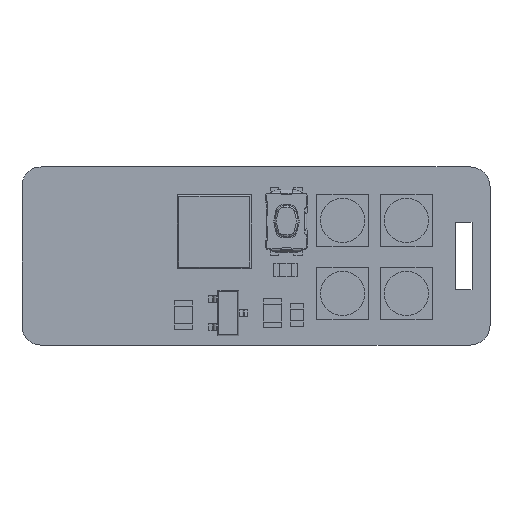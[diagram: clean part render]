
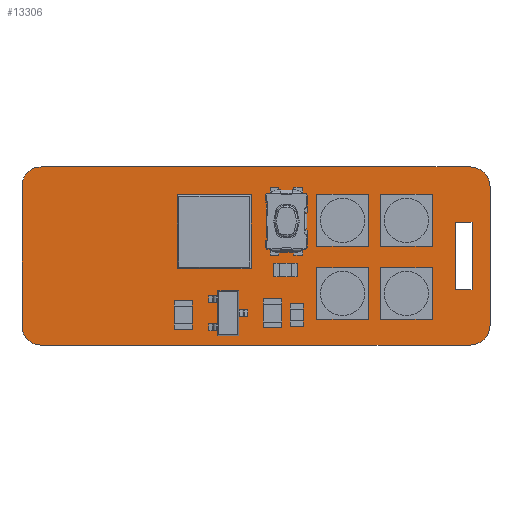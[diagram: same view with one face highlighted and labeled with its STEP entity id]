
A CAD part, top view. The second image highlights one B-rep face of the part: STEP entity #13306.
In plain terms, the highlighted planar face has unit normal (0, 0, 1).
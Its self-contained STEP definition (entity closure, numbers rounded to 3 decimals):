
#182=FACE_BOUND('',#1556,.T.);
#240=PLANE('',#14194);
#821=FACE_OUTER_BOUND('',#1555,.T.);
#1555=EDGE_LOOP('',(#9000,#9001,#9002,#9003,#9004,#9005,#9006,#9007));
#1556=EDGE_LOOP('',(#9008,#9009,#9010,#9011));
#2287=LINE('',#18911,#3858);
#2290=LINE('',#18917,#3861);
#2293=LINE('',#18923,#3864);
#2296=LINE('',#18927,#3867);
#2299=LINE('',#18935,#3870);
#2303=LINE('',#18947,#3874);
#2307=LINE('',#18959,#3878);
#2311=LINE('',#18971,#3882);
#3858=VECTOR('',#15318,10.);
#3861=VECTOR('',#15323,10.);
#3864=VECTOR('',#15328,10.);
#3867=VECTOR('',#15333,10.);
#3870=VECTOR('',#15338,10.);
#3874=VECTOR('',#15350,10.);
#3878=VECTOR('',#15362,10.);
#3882=VECTOR('',#15374,10.);
#5449=CIRCLE('',#14181,1.27);
#5451=CIRCLE('',#14185,1.285);
#5453=CIRCLE('',#14189,1.35);
#5455=CIRCLE('',#14193,1.35);
#5740=VERTEX_POINT('',#18908);
#5741=VERTEX_POINT('',#18910);
#5743=VERTEX_POINT('',#18916);
#5745=VERTEX_POINT('',#18922);
#5748=VERTEX_POINT('',#18932);
#5749=VERTEX_POINT('',#18934);
#5751=VERTEX_POINT('',#18940);
#5753=VERTEX_POINT('',#18946);
#5755=VERTEX_POINT('',#18952);
#5757=VERTEX_POINT('',#18958);
#5759=VERTEX_POINT('',#18964);
#5761=VERTEX_POINT('',#18970);
#6999=EDGE_CURVE('',#5741,#5740,#2287,.T.);
#7002=EDGE_CURVE('',#5743,#5741,#2290,.T.);
#7005=EDGE_CURVE('',#5745,#5743,#2293,.T.);
#7008=EDGE_CURVE('',#5740,#5745,#2296,.T.);
#7011=EDGE_CURVE('',#5749,#5748,#2299,.T.);
#7014=EDGE_CURVE('',#5751,#5749,#5449,.T.);
#7017=EDGE_CURVE('',#5753,#5751,#2303,.T.);
#7020=EDGE_CURVE('',#5755,#5753,#5451,.T.);
#7023=EDGE_CURVE('',#5757,#5755,#2307,.T.);
#7026=EDGE_CURVE('',#5759,#5757,#5453,.T.);
#7029=EDGE_CURVE('',#5761,#5759,#2311,.T.);
#7032=EDGE_CURVE('',#5748,#5761,#5455,.T.);
#9000=ORIENTED_EDGE('',*,*,#7032,.T.);
#9001=ORIENTED_EDGE('',*,*,#7029,.T.);
#9002=ORIENTED_EDGE('',*,*,#7026,.T.);
#9003=ORIENTED_EDGE('',*,*,#7023,.T.);
#9004=ORIENTED_EDGE('',*,*,#7020,.T.);
#9005=ORIENTED_EDGE('',*,*,#7017,.T.);
#9006=ORIENTED_EDGE('',*,*,#7014,.T.);
#9007=ORIENTED_EDGE('',*,*,#7011,.T.);
#9008=ORIENTED_EDGE('',*,*,#7008,.T.);
#9009=ORIENTED_EDGE('',*,*,#7005,.T.);
#9010=ORIENTED_EDGE('',*,*,#7002,.T.);
#9011=ORIENTED_EDGE('',*,*,#6999,.T.);
#13306=ADVANCED_FACE('',(#821,#182),#240,.T.);
#14181=AXIS2_PLACEMENT_3D('',#18941,#15344,#15345);
#14185=AXIS2_PLACEMENT_3D('',#18953,#15356,#15357);
#14189=AXIS2_PLACEMENT_3D('',#18965,#15368,#15369);
#14193=AXIS2_PLACEMENT_3D('',#18975,#15380,#15381);
#14194=AXIS2_PLACEMENT_3D('',#18976,#15382,#15383);
#15318=DIRECTION('',(0.,-1.,0.));
#15323=DIRECTION('',(1.,0.,0.));
#15328=DIRECTION('',(0.,1.,0.));
#15333=DIRECTION('',(-1.,0.,0.));
#15338=DIRECTION('',(1.,0.,0.));
#15344=DIRECTION('center_axis',(0.,0.,1.));
#15345=DIRECTION('ref_axis',(-1.,0.,0.));
#15350=DIRECTION('',(0.,-1.,0.));
#15356=DIRECTION('center_axis',(0.,0.,1.));
#15357=DIRECTION('ref_axis',(0.012,1.,0.));
#15362=DIRECTION('',(-1.,0.,0.));
#15368=DIRECTION('center_axis',(0.,0.,1.));
#15369=DIRECTION('ref_axis',(1.,0.,0.));
#15374=DIRECTION('',(0.,1.,0.));
#15380=DIRECTION('center_axis',(0.,0.,1.));
#15381=DIRECTION('ref_axis',(0.,-1.,0.));
#15382=DIRECTION('center_axis',(0.,0.,1.));
#15383=DIRECTION('ref_axis',(1.,0.,0.));
#18908=CARTESIAN_POINT('',(25.527,-2.286,2.));
#18910=CARTESIAN_POINT('',(25.527,2.286,2.));
#18911=CARTESIAN_POINT('',(25.527,2.286,2.));
#18916=CARTESIAN_POINT('',(24.384,2.286,2.));
#18917=CARTESIAN_POINT('',(24.384,2.286,2.));
#18922=CARTESIAN_POINT('',(24.384,-2.286,2.));
#18923=CARTESIAN_POINT('',(24.384,-2.286,2.));
#18927=CARTESIAN_POINT('',(25.527,-2.286,2.));
#18932=CARTESIAN_POINT('',(25.396,-6.032,2.));
#18934=CARTESIAN_POINT('',(-3.683,-6.032,2.));
#18935=CARTESIAN_POINT('',(25.396,-6.032,2.));
#18940=CARTESIAN_POINT('',(-4.953,-4.762,2.));
#18941=CARTESIAN_POINT('Origin',(-3.683,-4.762,2.));
#18946=CARTESIAN_POINT('',(-4.953,4.762,2.));
#18947=CARTESIAN_POINT('',(-4.953,-4.762,2.));
#18952=CARTESIAN_POINT('',(-3.653,6.032,2.));
#18953=CARTESIAN_POINT('Origin',(-3.668,4.747,2.));
#18958=CARTESIAN_POINT('',(25.396,6.032,2.));
#18959=CARTESIAN_POINT('',(-3.653,6.032,2.));
#18964=CARTESIAN_POINT('',(26.746,4.682,2.));
#18965=CARTESIAN_POINT('Origin',(25.396,4.682,2.));
#18970=CARTESIAN_POINT('',(26.746,-4.682,2.));
#18971=CARTESIAN_POINT('',(26.746,4.682,2.));
#18975=CARTESIAN_POINT('Origin',(25.396,-4.682,2.));
#18976=CARTESIAN_POINT('Origin',(10.897,0.,2.));
